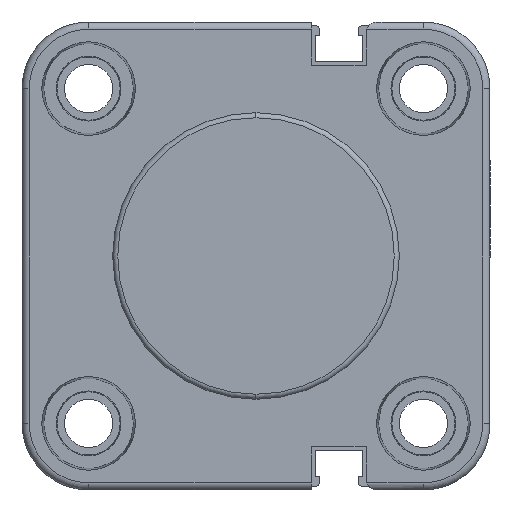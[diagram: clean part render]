
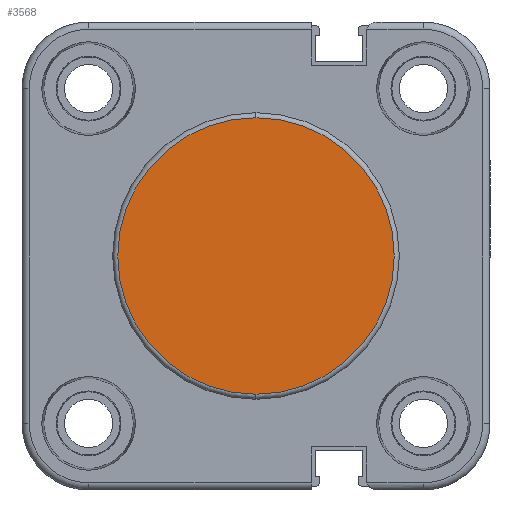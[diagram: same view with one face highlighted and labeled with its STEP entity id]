
A CAD part, left-side view. The second image highlights one B-rep face of the part: STEP entity #3568.
In plain terms, the highlighted planar face has unit normal (-1, 0, 0).
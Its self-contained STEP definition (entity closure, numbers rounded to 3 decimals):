
#594 = AXIS2_PLACEMENT_3D ( 'NONE', #11301, #11048, #20662 ) ;
#884 = CIRCLE ( 'NONE', #18930, 19.2 ) ;
#1671 = EDGE_CURVE ( 'NONE', #14047, #4325, #18614, .T. ) ;
#3568 = ADVANCED_FACE ( 'NONE', ( #16606 ), #14190, .T. ) ;
#3900 = ORIENTED_EDGE ( 'NONE', *, *, #20112, .T. ) ;
#3921 = CARTESIAN_POINT ( 'NONE',  ( -150., 123.453, -32.278 ) ) ;
#4299 = EDGE_LOOP ( 'NONE', ( #3900, #8404 ) ) ;
#4325 = VERTEX_POINT ( 'NONE', #3921 ) ;
#5275 = AXIS2_PLACEMENT_3D ( 'NONE', #16859, #24943, #22622 ) ;
#6296 = DIRECTION ( 'NONE',  ( 0., 0., 1. ) ) ;
#8404 = ORIENTED_EDGE ( 'NONE', *, *, #1671, .T. ) ;
#11048 = DIRECTION ( 'NONE',  ( -1., 0., 0. ) ) ;
#11301 = CARTESIAN_POINT ( 'NONE',  ( -150., 123.453, -51.478 ) ) ;
#13979 = CARTESIAN_POINT ( 'NONE',  ( -150., 123.453, -51.478 ) ) ;
#14047 = VERTEX_POINT ( 'NONE', #20637 ) ;
#14190 = PLANE ( 'NONE',  #5275 ) ;
#16606 = FACE_OUTER_BOUND ( 'NONE', #4299, .T. ) ;
#16859 = CARTESIAN_POINT ( 'NONE',  ( -150., 123.453, -51.478 ) ) ;
#18614 = CIRCLE ( 'NONE', #594, 19.2 ) ;
#18930 = AXIS2_PLACEMENT_3D ( 'NONE', #13979, #19899, #6296 ) ;
#19899 = DIRECTION ( 'NONE',  ( -1., 0., 0. ) ) ;
#20112 = EDGE_CURVE ( 'NONE', #4325, #14047, #884, .T. ) ;
#20637 = CARTESIAN_POINT ( 'NONE',  ( -150., 123.453, -70.678 ) ) ;
#20662 = DIRECTION ( 'NONE',  ( 0., 0., 1. ) ) ;
#22622 = DIRECTION ( 'NONE',  ( 0., 0., 1. ) ) ;
#24943 = DIRECTION ( 'NONE',  ( -1., 0., 0. ) ) ;
